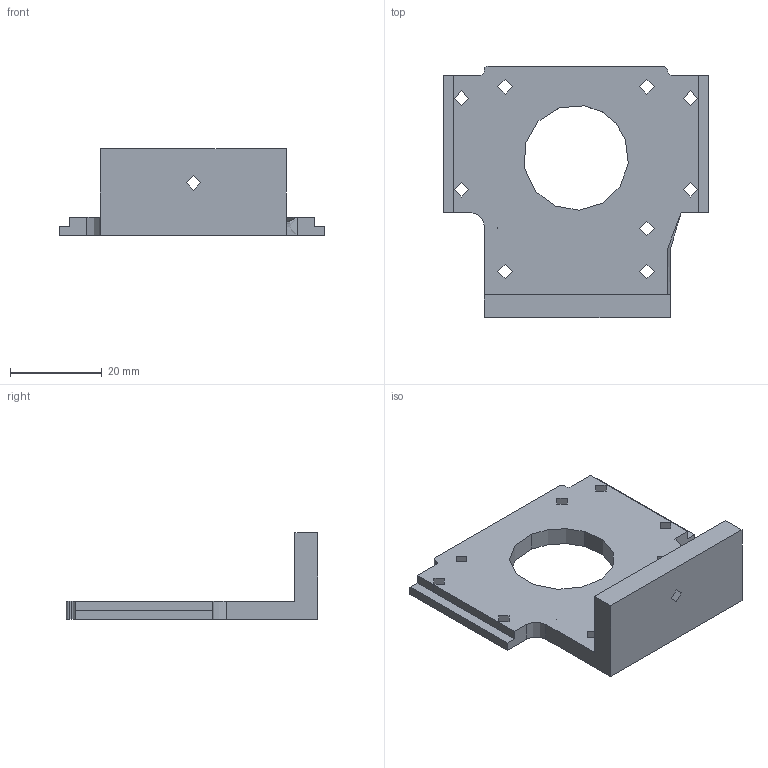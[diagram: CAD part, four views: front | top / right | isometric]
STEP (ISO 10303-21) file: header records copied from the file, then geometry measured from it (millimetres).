
FILE_DESCRIPTION(/* description */ (''),/* implementation_level */ '2;1');
FILE_NAME(/* name */ '68176cdb-4344-4789-9492-1901228af1a8.stp',/* time_stamp */ '2025-12-19T03:25:50Z',/* author */ (''),/* organization */ (''),/* preprocessor_version */ 'ST-DEVELOPER v20.1',/* originating_system */ 'Autodesk Translation Framework v14.24.0.0',/* authorisation */ '');
FILE_SCHEMA (('AUTOMOTIVE_DESIGN { 1 0 10303 214 3 1 1 }'));
Length unit declared in the file: millimetre
Products named in the file (1): SP_MotorMount
Bounding box: 58 x 55 x 19 mm (x, y, z)
Volume: 11792.1 mm3; surface area: 7499.6 mm2
Topology: 1 solids, 1 shells, 41 faces, 126 edges, 83 vertices
Faces by surface type: plane 20, cylinder 17, bspline 2, torus 2
Full cylindrical faces by diameter (mm): 3.2 x10
Entity records: 18871 total; most frequent: CARTESIAN_POINT 17678, ORIENTED_EDGE 244, DIRECTION 224, EDGE_CURVE 122, VERTEX_POINT 83, AXIS2_PLACEMENT_3D 75, LINE 74, VECTOR 74
